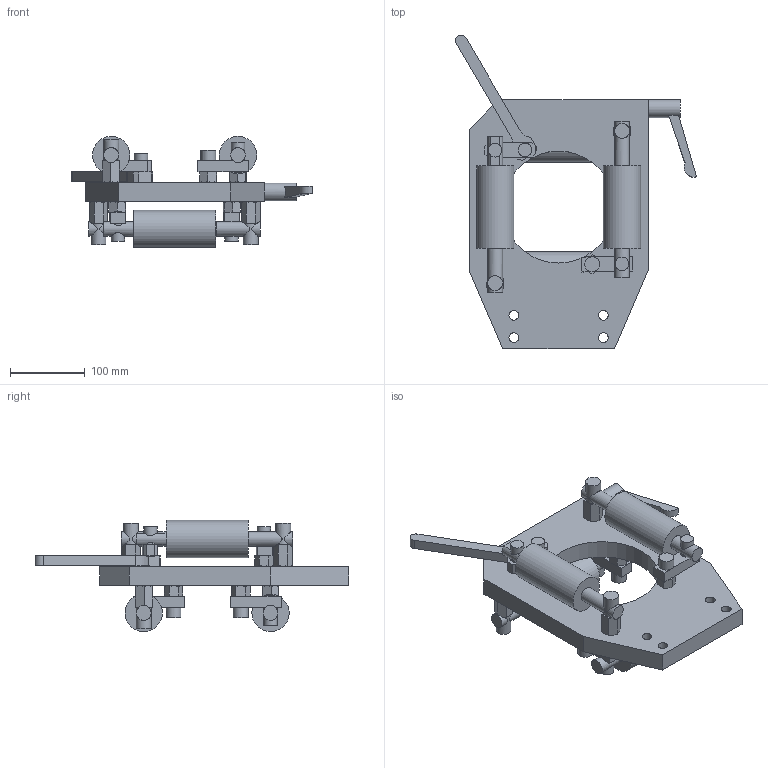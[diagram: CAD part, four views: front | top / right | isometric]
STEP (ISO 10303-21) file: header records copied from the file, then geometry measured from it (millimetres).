
FILE_DESCRIPTION (( 'STEP AP203' ), '1' );
FILE_NAME ('250708 STEP 3-400524-00_9617A.STEP', '2025-07-08T10:16:08', ( '' ), ( '' ), 'SwSTEP 2.0', 'SolidWorks 2024', '' );
FILE_SCHEMA (( 'CONFIG_CONTROL_DESIGN' ));
Length unit declared in the file: millimetre
Products named in the file (1): 250708 STEP 3-400524-00_9617A
Bounding box: 323.04 x 420.45 x 149 mm (x, y, z)
Volume: 2655026.5 mm3; surface area: 319393.5 mm2
Topology: 1 solids, 10 shells, 366 faces, 947 edges, 627 vertices
Faces by surface type: plane 214, bspline 77, cylinder 65, cone 10
Full cylindrical faces by diameter (mm): 6.8 x2, 7.7 x5, 8.5 x6, 10 x3, 12 x1, 13 x4, 18 x5, 19 x1, 19.8 x11, 20 x7, 24 x1, 50 x4, 150 x1
Entity records: 15501 total; most frequent: CARTESIAN_POINT 7624, ORIENTED_EDGE 1668, DIRECTION 1301, EDGE_CURVE 834, VERTEX_POINT 579, EDGE_LOOP 487, VECTOR 465, LINE 465
